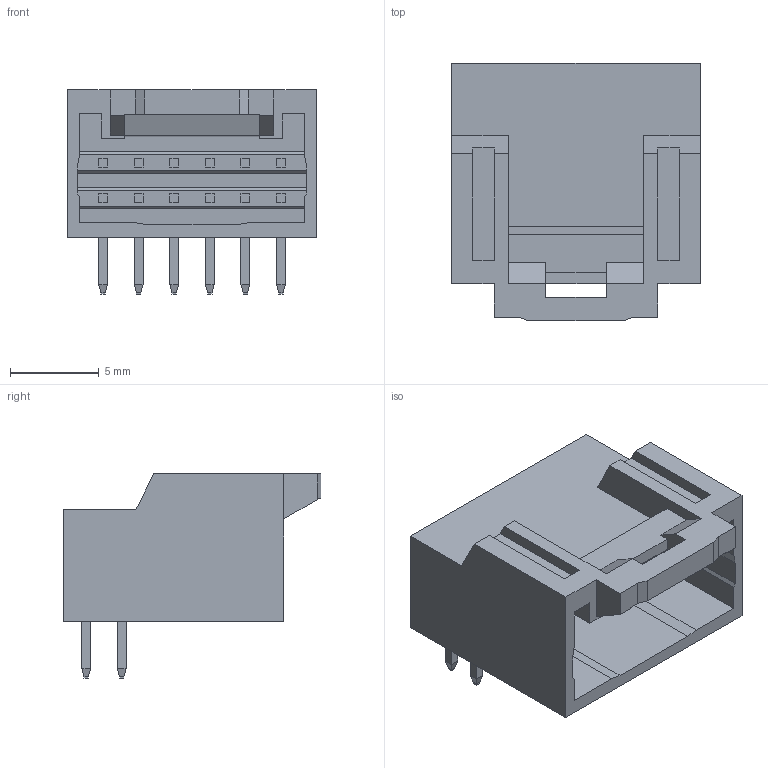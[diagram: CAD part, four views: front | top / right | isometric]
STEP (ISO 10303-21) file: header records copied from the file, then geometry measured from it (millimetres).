
FILE_DESCRIPTION(/* description */ (''),/* implementation_level */ '2;1');
FILE_NAME(/* name */ '2086591240wbm000_01_214.stp',/* time_stamp */ '2024-01-29T14:31:42+05:00',/* author */ (''),/* organization */ (''),/* preprocessor_version */ 'ST-DEVELOPER v16.7',/* originating_system */ 'SIEMENS PLM Software NX 1919',/* authorisation */ '');
FILE_SCHEMA (('AUTOMOTIVE_DESIGN { 1 0 10303 214 3 1 1 1 }'));
Length unit declared in the file: millimetre
Products named in the file (1): 2086591240wbm000_01
Bounding box: 14 x 14.5 x 11.5 mm (x, y, z)
Volume: 742.8 mm3; surface area: 1313 mm2
Topology: 1 solids, 1 shells, 287 faces, 690 edges, 428 vertices
Faces by surface type: plane 287
Entity records: 8064 total; most frequent: CARTESIAN_POINT 1406, ORIENTED_EDGE 1380, DIRECTION 1266, EDGE_CURVE 690, LINE 690, VECTOR 690, VERTEX_POINT 428, EDGE_LOOP 312
